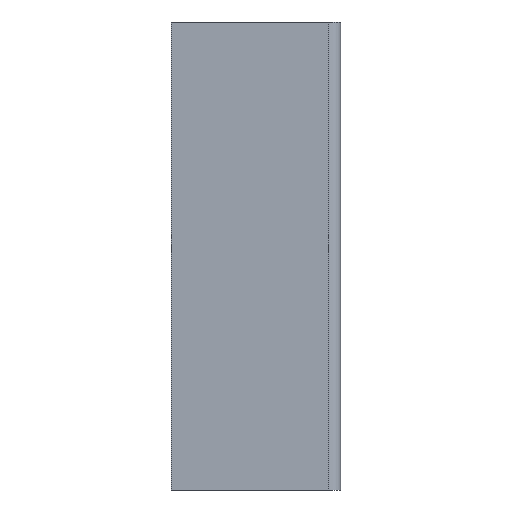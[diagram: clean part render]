
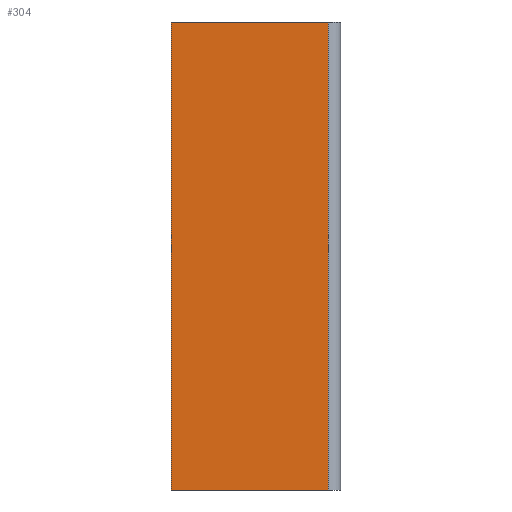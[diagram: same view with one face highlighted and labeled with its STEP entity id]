
A CAD part, left-side view. The second image highlights one B-rep face of the part: STEP entity #304.
In plain terms, the highlighted planar face has unit normal (-1, 0, 0).
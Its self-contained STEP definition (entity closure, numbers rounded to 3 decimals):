
#18=LINE('',#442,#46);
#40=LINE('',#501,#68);
#41=LINE('',#504,#69);
#42=LINE('',#505,#70);
#46=VECTOR('',#356,76.);
#68=VECTOR('',#412,76.);
#69=VECTOR('',#417,25.5);
#70=VECTOR('',#418,25.5);
#78=PLANE('',#334);
#100=FACE_OUTER_BOUND('',#122,.T.);
#122=EDGE_LOOP('',(#257,#258,#259,#260));
#141=VERTEX_POINT('',#435);
#144=VERTEX_POINT('',#440);
#163=VERTEX_POINT('',#498);
#164=VERTEX_POINT('',#500);
#172=EDGE_CURVE('',#144,#141,#18,.T.);
#201=EDGE_CURVE('',#164,#163,#40,.T.);
#203=EDGE_CURVE('',#163,#141,#41,.T.);
#204=EDGE_CURVE('',#144,#164,#42,.T.);
#257=ORIENTED_EDGE('',*,*,#203,.T.);
#258=ORIENTED_EDGE('',*,*,#172,.F.);
#259=ORIENTED_EDGE('',*,*,#204,.T.);
#260=ORIENTED_EDGE('',*,*,#201,.T.);
#304=ADVANCED_FACE('',(#100),#78,.T.);
#334=AXIS2_PLACEMENT_3D('',#503,#415,#416);
#356=DIRECTION('',(0.,0.,1.));
#412=DIRECTION('',(0.,0.,1.));
#415=DIRECTION('center_axis',(-1.,0.,0.));
#416=DIRECTION('ref_axis',(0.,0.,1.));
#417=DIRECTION('',(0.,1.,0.));
#418=DIRECTION('',(0.,-1.,0.));
#435=CARTESIAN_POINT('',(-13.269,11.956,76.));
#440=CARTESIAN_POINT('',(-13.269,11.956,0.));
#442=CARTESIAN_POINT('',(-13.269,11.956,0.));
#498=CARTESIAN_POINT('',(-13.269,-13.544,76.));
#500=CARTESIAN_POINT('',(-13.269,-13.544,0.));
#501=CARTESIAN_POINT('',(-13.269,-13.544,0.));
#503=CARTESIAN_POINT('Origin',(-13.269,-13.544,0.));
#504=CARTESIAN_POINT('',(-13.269,11.956,76.));
#505=CARTESIAN_POINT('',(-13.269,11.956,0.));
